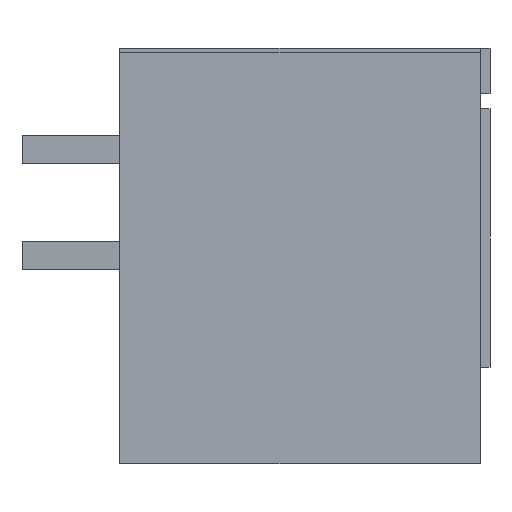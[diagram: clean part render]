
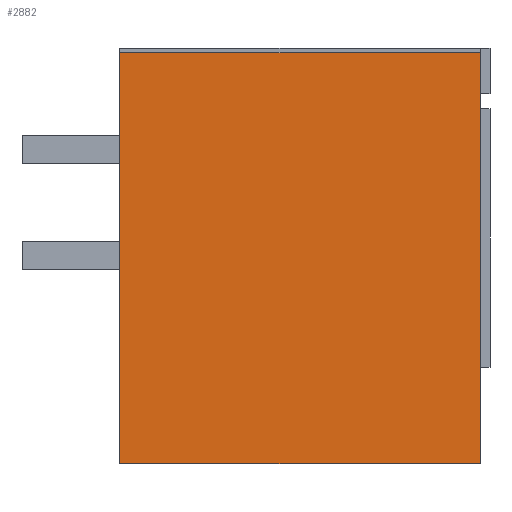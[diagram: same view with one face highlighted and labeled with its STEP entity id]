
A CAD part, front view. The second image highlights one B-rep face of the part: STEP entity #2882.
In plain terms, the highlighted planar face has unit normal (0, -1, 0).
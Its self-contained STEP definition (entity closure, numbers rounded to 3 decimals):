
#26=DIRECTION('',(0.,0.,-1.));
#27=VECTOR('',#26,434.);
#28=CARTESIAN_POINT('',(0.,-943.,-5.));
#29=LINE('',#28,#27);
#314=DIRECTION('',(1.,0.,0.));
#315=VECTOR('',#314,381.);
#316=CARTESIAN_POINT('',(0.,-943.,-439.));
#317=LINE('',#316,#315);
#318=DIRECTION('',(0.,0.,-1.));
#319=VECTOR('',#318,434.);
#320=CARTESIAN_POINT('',(381.,-943.,-5.));
#321=LINE('',#320,#319);
#322=DIRECTION('',(1.,0.,0.));
#323=VECTOR('',#322,381.);
#324=CARTESIAN_POINT('',(0.,-943.,-5.));
#325=LINE('',#324,#323);
#1956=CARTESIAN_POINT('',(0.,-943.,-5.));
#1957=VERTEX_POINT('',#1956);
#1958=CARTESIAN_POINT('',(0.,-943.,-439.));
#1959=VERTEX_POINT('',#1958);
#2004=CARTESIAN_POINT('',(381.,-943.,-5.));
#2005=VERTEX_POINT('',#2004);
#2006=CARTESIAN_POINT('',(381.,-943.,-439.));
#2007=VERTEX_POINT('',#2006);
#2870=CARTESIAN_POINT('',(0.,-943.,-5.));
#2871=DIRECTION('',(0.,-1.,0.));
#2872=DIRECTION('',(0.,0.,-1.));
#2873=AXIS2_PLACEMENT_3D('',#2870,#2871,#2872);
#2874=PLANE('',#2873);
#2875=ORIENTED_EDGE('',*,*,#2671,.T.);
#2876=ORIENTED_EDGE('',*,*,#2865,.F.);
#2877=ORIENTED_EDGE('',*,*,#2537,.F.);
#2879=ORIENTED_EDGE('',*,*,#2878,.T.);
#2880=EDGE_LOOP('',(#2875,#2876,#2877,#2879));
#2881=FACE_OUTER_BOUND('',#2880,.F.);
#2537=EDGE_CURVE('',#1957,#1959,#29,.T.);
#2671=EDGE_CURVE('',#2005,#2007,#321,.T.);
#2865=EDGE_CURVE('',#1959,#2007,#317,.T.);
#2878=EDGE_CURVE('',#1957,#2005,#325,.T.);
#2882=ADVANCED_FACE('',(#2881),#2874,.T.);
